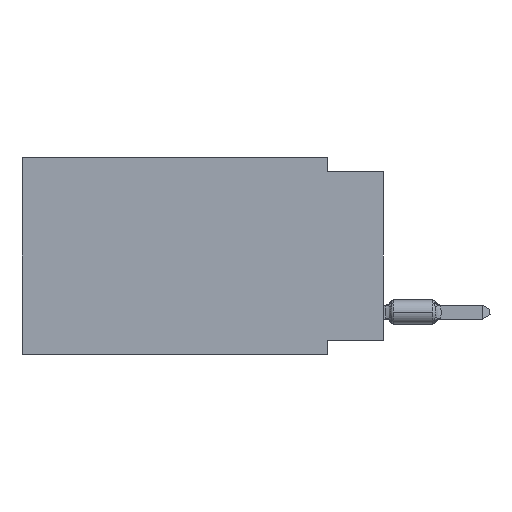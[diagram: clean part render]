
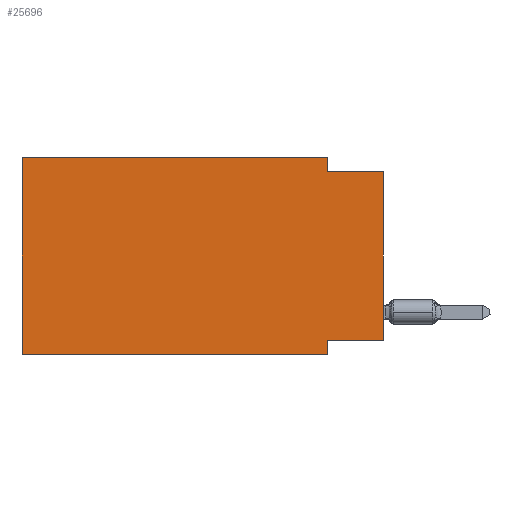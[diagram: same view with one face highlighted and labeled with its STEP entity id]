
A CAD part, left-side view. The second image highlights one B-rep face of the part: STEP entity #25696.
In plain terms, the highlighted planar face has unit normal (-1, 0, 0).
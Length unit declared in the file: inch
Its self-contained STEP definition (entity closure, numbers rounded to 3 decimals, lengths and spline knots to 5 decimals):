
#43 = DIRECTION ( 'NONE',  ( 0., 0., 1. ) ) ;
#626 = CARTESIAN_POINT ( 'NONE',  ( 0., 0., -0.025 ) ) ;
#2564 = LINE ( 'NONE', #20728, #18746 ) ;
#2731 = CARTESIAN_POINT ( 'NONE',  ( 0., 0.1, -0.025 ) ) ;
#3386 = DIRECTION ( 'NONE',  ( 0., 0., -1. ) ) ;
#3709 = VECTOR ( 'NONE', #12408, 39.37008 ) ;
#4579 = CARTESIAN_POINT ( 'NONE',  ( 0., 0.645, -0.35 ) ) ;
#4964 = VECTOR ( 'NONE', #24779, 39.37008 ) ;
#5909 = FACE_OUTER_BOUND ( 'NONE', #31540, .T. ) ;
#6303 = VERTEX_POINT ( 'NONE', #10602 ) ;
#6376 = EDGE_CURVE ( 'NONE', #18883, #18558, #25496, .T. ) ;
#6618 = LINE ( 'NONE', #626, #3709 ) ;
#7908 = LINE ( 'NONE', #8094, #4964 ) ;
#8094 = CARTESIAN_POINT ( 'NONE',  ( 0., 0., -0.325 ) ) ;
#9187 = DIRECTION ( 'NONE',  ( 1., 0., 0. ) ) ;
#9274 = ORIENTED_EDGE ( 'NONE', *, *, #25969, .F. ) ;
#9450 = ORIENTED_EDGE ( 'NONE', *, *, #6376, .F. ) ;
#10212 = ORIENTED_EDGE ( 'NONE', *, *, #17338, .F. ) ;
#10602 = CARTESIAN_POINT ( 'NONE',  ( 0., 0., -0.325 ) ) ;
#10618 = ORIENTED_EDGE ( 'NONE', *, *, #26736, .T. ) ;
#11460 = ORIENTED_EDGE ( 'NONE', *, *, #17229, .F. ) ;
#11503 = VECTOR ( 'NONE', #15146, 39.37008 ) ;
#12036 = VERTEX_POINT ( 'NONE', #20669 ) ;
#12207 = VERTEX_POINT ( 'NONE', #20056 ) ;
#12248 = CARTESIAN_POINT ( 'NONE',  ( 0., 0.645, 0. ) ) ;
#12408 = DIRECTION ( 'NONE',  ( 0., -1., 0. ) ) ;
#13506 = CARTESIAN_POINT ( 'NONE',  ( 0., 0.1, -0.35 ) ) ;
#14992 = PLANE ( 'NONE',  #24895 ) ;
#15146 = DIRECTION ( 'NONE',  ( 0., 0., -1. ) ) ;
#17229 = EDGE_CURVE ( 'NONE', #29591, #21550, #6618, .T. ) ;
#17338 = EDGE_CURVE ( 'NONE', #6303, #18883, #7908, .T. ) ;
#17732 = ORIENTED_EDGE ( 'NONE', *, *, #36076, .F. ) ;
#17873 = DIRECTION ( 'NONE',  ( 0., 0., 1. ) ) ;
#18558 = VERTEX_POINT ( 'NONE', #13506 ) ;
#18671 = VECTOR ( 'NONE', #17873, 39.37008 ) ;
#18746 = VECTOR ( 'NONE', #43, 39.37008 ) ;
#18883 = VERTEX_POINT ( 'NONE', #29729 ) ;
#18884 = DIRECTION ( 'NONE',  ( 0., -1., 0. ) ) ;
#19296 = CARTESIAN_POINT ( 'NONE',  ( 0., 0., -0.025 ) ) ;
#19404 = DIRECTION ( 'NONE',  ( 0., -1., 0. ) ) ;
#20056 = CARTESIAN_POINT ( 'NONE',  ( 0., 0.645, 0. ) ) ;
#20669 = CARTESIAN_POINT ( 'NONE',  ( 0., 0.645, -0.35 ) ) ;
#20728 = CARTESIAN_POINT ( 'NONE',  ( 0., 0., 0. ) ) ;
#21550 = VERTEX_POINT ( 'NONE', #19296 ) ;
#21793 = LINE ( 'NONE', #4579, #36189 ) ;
#22506 = CARTESIAN_POINT ( 'NONE',  ( 0., 0.645, 0. ) ) ;
#23266 = EDGE_CURVE ( 'NONE', #12036, #12207, #23486, .T. ) ;
#23486 = LINE ( 'NONE', #12248, #18671 ) ;
#23975 = ORIENTED_EDGE ( 'NONE', *, *, #23266, .F. ) ;
#24779 = DIRECTION ( 'NONE',  ( 0., 1., 0. ) ) ;
#24895 = AXIS2_PLACEMENT_3D ( 'NONE', #32964, #9187, #3386 ) ;
#25496 = LINE ( 'NONE', #37474, #31143 ) ;
#25555 = VECTOR ( 'NONE', #19404, 39.37008 ) ;
#25696 = ADVANCED_FACE ( 'NONE', ( #5909 ), #14992, .F. ) ;
#25965 = LINE ( 'NONE', #22506, #25555 ) ;
#25969 = EDGE_CURVE ( 'NONE', #12207, #38055, #25965, .T. ) ;
#26261 = DIRECTION ( 'NONE',  ( 0., 0., -1. ) ) ;
#26736 = EDGE_CURVE ( 'NONE', #6303, #21550, #2564, .T. ) ;
#27118 = CARTESIAN_POINT ( 'NONE',  ( 0., 0.1, 0. ) ) ;
#29113 = EDGE_CURVE ( 'NONE', #12036, #18558, #21793, .T. ) ;
#29591 = VERTEX_POINT ( 'NONE', #2731 ) ;
#29729 = CARTESIAN_POINT ( 'NONE',  ( 0., 0.1, -0.325 ) ) ;
#30199 = LINE ( 'NONE', #27118, #11503 ) ;
#31143 = VECTOR ( 'NONE', #26261, 39.37008 ) ;
#31540 = EDGE_LOOP ( 'NONE', ( #10618, #11460, #17732, #9274, #23975, #31967, #9450, #10212 ) ) ;
#31967 = ORIENTED_EDGE ( 'NONE', *, *, #29113, .T. ) ;
#32964 = CARTESIAN_POINT ( 'NONE',  ( 0., 0.645, 0. ) ) ;
#36076 = EDGE_CURVE ( 'NONE', #38055, #29591, #30199, .T. ) ;
#36189 = VECTOR ( 'NONE', #18884, 39.37008 ) ;
#37279 = CARTESIAN_POINT ( 'NONE',  ( 0., 0.1, 0. ) ) ;
#37474 = CARTESIAN_POINT ( 'NONE',  ( 0., 0.1, -0.35 ) ) ;
#38055 = VERTEX_POINT ( 'NONE', #37279 ) ;
